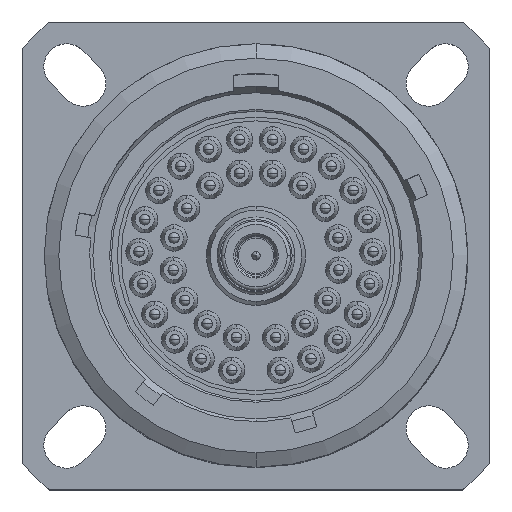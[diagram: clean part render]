
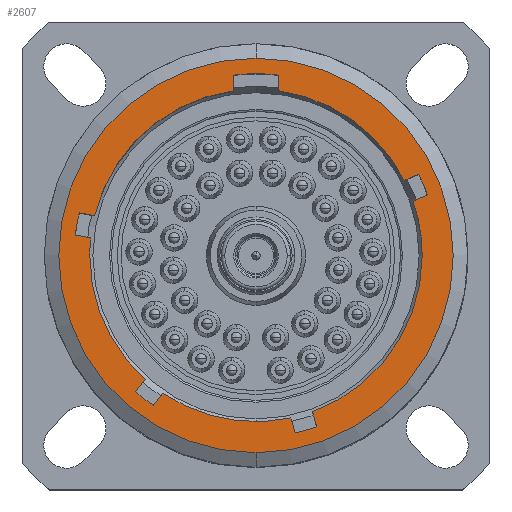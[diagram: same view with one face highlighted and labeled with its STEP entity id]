
A CAD part, top view. The second image highlights one B-rep face of the part: STEP entity #2607.
In plain terms, the highlighted planar face has unit normal (0, 0, 1).
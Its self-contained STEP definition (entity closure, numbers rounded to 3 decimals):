
#2607=ADVANCED_FACE('',(#6370,#6371),#6372,.T.);
#6370=FACE_OUTER_BOUND('',#10124,.T.);
#6371=FACE_BOUND('',#10125,.T.);
#6372=PLANE('',#10126);
#10124=EDGE_LOOP('',(#20038,#20039));
#10125=EDGE_LOOP('',(#20040,#20041,#20042,#20043,#20044,#20045,#20046,#20047,#20048,#20049,#20050,#20051,#20052,#20053,#20054,#20055,#20056,#20057,#20058,#20059,#20060,#20061));
#10126=AXIS2_PLACEMENT_3D('',#20062,#20063,#20064);
#20038=ORIENTED_EDGE('',*,*,#25945,.F.);
#20039=ORIENTED_EDGE('',*,*,#26965,.F.);
#20040=ORIENTED_EDGE('',*,*,#27546,.T.);
#20041=ORIENTED_EDGE('',*,*,#27547,.T.);
#20042=ORIENTED_EDGE('',*,*,#27516,.T.);
#20043=ORIENTED_EDGE('',*,*,#27511,.T.);
#20044=ORIENTED_EDGE('',*,*,#27548,.T.);
#20045=ORIENTED_EDGE('',*,*,#25808,.T.);
#20046=ORIENTED_EDGE('',*,*,#27549,.T.);
#20047=ORIENTED_EDGE('',*,*,#27508,.T.);
#20048=ORIENTED_EDGE('',*,*,#27503,.T.);
#20049=ORIENTED_EDGE('',*,*,#27550,.T.);
#20050=ORIENTED_EDGE('',*,*,#27551,.T.);
#20051=ORIENTED_EDGE('',*,*,#27492,.T.);
#20052=ORIENTED_EDGE('',*,*,#27495,.T.);
#20053=ORIENTED_EDGE('',*,*,#27552,.T.);
#20054=ORIENTED_EDGE('',*,*,#27553,.T.);
#20055=ORIENTED_EDGE('',*,*,#27500,.T.);
#20056=ORIENTED_EDGE('',*,*,#27497,.T.);
#20057=ORIENTED_EDGE('',*,*,#25802,.T.);
#20058=ORIENTED_EDGE('',*,*,#27554,.T.);
#20059=ORIENTED_EDGE('',*,*,#27545,.T.);
#20060=ORIENTED_EDGE('',*,*,#27522,.T.);
#20061=ORIENTED_EDGE('',*,*,#27519,.T.);
#20062=CARTESIAN_POINT('',(0.,7.023,0.));
#20063=DIRECTION('',(0.,0.,1.0));
#20064=DIRECTION('',(0.,-1.0,0.));
#25802=EDGE_CURVE('',#33116,#33113,#33117,.T.);
#25808=EDGE_CURVE('',#33122,#33126,#33128,.T.);
#25945=EDGE_CURVE('',#33398,#33401,#33402,.T.);
#26965=EDGE_CURVE('',#33401,#33398,#35032,.T.);
#27492=EDGE_CURVE('',#35847,#35845,#35848,.T.);
#27495=EDGE_CURVE('',#35845,#35851,#35853,.T.);
#27497=EDGE_CURVE('',#35855,#33116,#35856,.T.);
#27500=EDGE_CURVE('',#35859,#35855,#35860,.T.);
#27503=EDGE_CURVE('',#35865,#35863,#35866,.T.);
#27508=EDGE_CURVE('',#35874,#35865,#35875,.T.);
#27511=EDGE_CURVE('',#35880,#35878,#35881,.T.);
#27516=EDGE_CURVE('',#35889,#35880,#35890,.T.);
#27519=EDGE_CURVE('',#35895,#35893,#35896,.T.);
#27522=EDGE_CURVE('',#35899,#35895,#35900,.T.);
#27545=EDGE_CURVE('',#35929,#35899,#35931,.T.);
#27546=EDGE_CURVE('',#35893,#35932,#35933,.T.);
#27547=EDGE_CURVE('',#35932,#35889,#35934,.T.);
#27548=EDGE_CURVE('',#35878,#33122,#35935,.T.);
#27549=EDGE_CURVE('',#33126,#35874,#35936,.T.);
#27550=EDGE_CURVE('',#35863,#35937,#35938,.T.);
#27551=EDGE_CURVE('',#35937,#35847,#35939,.T.);
#27552=EDGE_CURVE('',#35851,#35940,#35941,.T.);
#27553=EDGE_CURVE('',#35940,#35859,#35942,.T.);
#27554=EDGE_CURVE('',#33113,#35929,#35943,.T.);
#33113=VERTEX_POINT('',#38832);
#33116=VERTEX_POINT('',#38836);
#33117=CIRCLE('',#38837,11.835);
#33122=VERTEX_POINT('',#38843);
#33126=VERTEX_POINT('',#38848);
#33128=CIRCLE('',#38851,11.835);
#33398=VERTEX_POINT('',#39591);
#33401=VERTEX_POINT('',#39595);
#33402=CIRCLE('',#39596,14.045);
#35032=CIRCLE('',#41597,14.045);
#35845=VERTEX_POINT('',#43927);
#35847=VERTEX_POINT('',#43930);
#35848=CIRCLE('',#43931,12.94);
#35851=VERTEX_POINT('',#43935);
#35853=LINE('',#43938,#43939);
#35855=VERTEX_POINT('',#43942);
#35856=LINE('',#43943,#43944);
#35859=VERTEX_POINT('',#43949);
#35860=CIRCLE('',#43950,12.94);
#35863=VERTEX_POINT('',#43954);
#35865=VERTEX_POINT('',#43957);
#35866=LINE('',#43958,#43959);
#35874=VERTEX_POINT('',#43978);
#35875=CIRCLE('',#43979,12.94);
#35878=VERTEX_POINT('',#43983);
#35880=VERTEX_POINT('',#43986);
#35881=LINE('',#43987,#43988);
#35889=VERTEX_POINT('',#44007);
#35890=CIRCLE('',#44008,12.94);
#35893=VERTEX_POINT('',#44012);
#35895=VERTEX_POINT('',#44015);
#35896=LINE('',#44016,#44017);
#35899=VERTEX_POINT('',#44022);
#35900=CIRCLE('',#44023,12.94);
#35929=VERTEX_POINT('',#44085);
#35931=LINE('',#44088,#44089);
#35932=VERTEX_POINT('',#44090);
#35933=CIRCLE('',#44091,11.835);
#35934=LINE('',#44092,#44093);
#35935=CIRCLE('',#44094,11.835);
#35936=LINE('',#44095,#44096);
#35937=VERTEX_POINT('',#44097);
#35938=CIRCLE('',#44098,11.835);
#35939=LINE('',#44099,#44100);
#35940=VERTEX_POINT('',#44101);
#35941=CIRCLE('',#44102,11.835);
#35942=LINE('',#44103,#44104);
#35943=CIRCLE('',#44105,11.835);
#38832=CARTESIAN_POINT('',(11.835,0.,0.));
#38836=CARTESIAN_POINT('',(11.182,3.877,0.));
#38837=AXIS2_PLACEMENT_3D('',#47309,#47310,#47311);
#38843=CARTESIAN_POINT('',(-11.835,0.,0.));
#38848=CARTESIAN_POINT('',(-11.767,1.263,0.));
#38851=AXIS2_PLACEMENT_3D('',#47321,#47322,#47323);
#39591=CARTESIAN_POINT('',(0.,14.045,0.));
#39595=CARTESIAN_POINT('',(0.,-14.045,0.));
#39596=AXIS2_PLACEMENT_3D('',#47526,#47527,#47528);
#41597=AXIS2_PLACEMENT_3D('',#49904,#49905,#49906);
#43927=CARTESIAN_POINT('',(1.6,12.841,0.));
#43930=CARTESIAN_POINT('',(-1.6,12.841,0.));
#43931=AXIS2_PLACEMENT_3D('',#50610,#50611,#50612);
#43935=CARTESIAN_POINT('',(1.6,11.726,0.));
#43938=CARTESIAN_POINT('',(1.6,6.721,0.));
#43939=VECTOR('',#50615,1.0);
#43942=CARTESIAN_POINT('',(12.201,4.31,0.));
#43943=CARTESIAN_POINT('',(4.548,1.061,0.));
#43944=VECTOR('',#50617,1.0);
#43949=CARTESIAN_POINT('',(11.576,5.783,0.));
#43950=AXIS2_PLACEMENT_3D('',#50620,#50621,#50622);
#43954=CARTESIAN_POINT('',(-11.49,2.838,0.));
#43957=CARTESIAN_POINT('',(-12.58,3.031,0.));
#43958=CARTESIAN_POINT('',(-3.641,1.454,0.));
#43959=VECTOR('',#50625,1.0);
#43978=CARTESIAN_POINT('',(-12.858,1.455,0.));
#43979=AXIS2_PLACEMENT_3D('',#50631,#50632,#50633);
#43983=CARTESIAN_POINT('',(-7.9,-8.812,0.));
#43986=CARTESIAN_POINT('',(-8.582,-9.685,0.));
#43987=CARTESIAN_POINT('',(-0.915,0.129,0.));
#43988=VECTOR('',#50636,1.0);
#44007=CARTESIAN_POINT('',(-7.321,-10.67,0.));
#44008=AXIS2_PLACEMENT_3D('',#50642,#50643,#50644);
#44012=CARTESIAN_POINT('',(2.486,-11.571,0.));
#44015=CARTESIAN_POINT('',(2.791,-12.635,0.));
#44016=CARTESIAN_POINT('',(-0.809,-0.08,0.));
#44017=VECTOR('',#50647,1.0);
#44022=CARTESIAN_POINT('',(4.329,-12.194,0.));
#44023=AXIS2_PLACEMENT_3D('',#50650,#50651,#50652);
#44085=CARTESIAN_POINT('',(4.024,-11.13,0.));
#44088=CARTESIAN_POINT('',(0.729,0.361,0.));
#44089=VECTOR('',#50696,1.0);
#44090=CARTESIAN_POINT('',(-6.639,-9.797,0.));
#44091=AXIS2_PLACEMENT_3D('',#50697,#50698,#50699);
#44092=CARTESIAN_POINT('',(0.346,-0.857,0.));
#44093=VECTOR('',#50700,1.0);
#44094=AXIS2_PLACEMENT_3D('',#50701,#50702,#50703);
#44095=CARTESIAN_POINT('',(-3.919,-0.121,0.));
#44096=VECTOR('',#50704,1.0);
#44097=CARTESIAN_POINT('',(-1.6,11.726,0.));
#44098=AXIS2_PLACEMENT_3D('',#50705,#50706,#50707);
#44099=CARTESIAN_POINT('',(-1.6,6.721,0.));
#44100=VECTOR('',#50708,1.0);
#44101=CARTESIAN_POINT('',(10.557,5.35,0.));
#44102=AXIS2_PLACEMENT_3D('',#50709,#50710,#50711);
#44103=CARTESIAN_POINT('',(3.922,2.534,0.));
#44104=VECTOR('',#50712,1.0);
#44105=AXIS2_PLACEMENT_3D('',#50713,#50714,#50715);
#47309=CARTESIAN_POINT('',(0.0,0.0,0.0));
#47310=DIRECTION('',(0.,0.,-1.0));
#47311=DIRECTION('',(1.0,0.0,0.));
#47321=CARTESIAN_POINT('',(0.0,0.0,0.0));
#47322=DIRECTION('',(0.,0.,-1.0));
#47323=DIRECTION('',(1.0,0.0,0.));
#47526=CARTESIAN_POINT('',(0.,0.0,0.));
#47527=DIRECTION('',(0.,0.0,-1.0));
#47528=DIRECTION('',(0.0,1.0,0.0));
#49904=CARTESIAN_POINT('',(0.,0.0,0.));
#49905=DIRECTION('',(0.,0.0,-1.0));
#49906=DIRECTION('',(0.0,1.0,0.0));
#50610=CARTESIAN_POINT('',(0.,0.0,0.));
#50611=DIRECTION('',(0.,0.,-1.0));
#50612=DIRECTION('',(1.0,0.,0.));
#50615=DIRECTION('',(0.,-1.0,0.));
#50617=DIRECTION('',(-0.921,-0.391,0.));
#50620=CARTESIAN_POINT('',(0.,0.,0.));
#50621=DIRECTION('',(0.,0.,-1.0));
#50622=DIRECTION('',(0.391,-0.921,0.));
#50625=DIRECTION('',(0.985,-0.174,0.));
#50631=CARTESIAN_POINT('',(0.,0.,0.));
#50632=DIRECTION('',(0.,0.,-1.0));
#50633=DIRECTION('',(0.174,0.985,0.));
#50636=DIRECTION('',(0.616,0.788,0.));
#50642=CARTESIAN_POINT('',(0.,0.,0.));
#50643=DIRECTION('',(0.,0.,-1.0));
#50644=DIRECTION('',(-0.788,0.616,0.));
#50647=DIRECTION('',(-0.276,0.961,0.));
#50650=CARTESIAN_POINT('',(0.,0.,0.));
#50651=DIRECTION('',(0.,0.,-1.0));
#50652=DIRECTION('',(-0.961,-0.276,0.));
#50696=DIRECTION('',(0.276,-0.961,0.));
#50697=CARTESIAN_POINT('',(0.0,0.0,0.0));
#50698=DIRECTION('',(0.,0.,-1.0));
#50699=DIRECTION('',(1.0,0.0,0.));
#50700=DIRECTION('',(-0.616,-0.788,0.));
#50701=CARTESIAN_POINT('',(0.0,0.0,0.0));
#50702=DIRECTION('',(0.,0.,-1.0));
#50703=DIRECTION('',(1.0,0.0,0.));
#50704=DIRECTION('',(-0.985,0.174,0.));
#50705=CARTESIAN_POINT('',(0.0,0.0,0.0));
#50706=DIRECTION('',(0.,0.,-1.0));
#50707=DIRECTION('',(1.0,0.0,0.));
#50708=DIRECTION('',(0.,1.0,0.));
#50709=CARTESIAN_POINT('',(0.0,0.0,0.0));
#50710=DIRECTION('',(0.,0.,-1.0));
#50711=DIRECTION('',(1.0,0.0,0.));
#50712=DIRECTION('',(0.921,0.391,0.));
#50713=CARTESIAN_POINT('',(0.0,0.0,0.0));
#50714=DIRECTION('',(0.,0.,-1.0));
#50715=DIRECTION('',(1.0,0.0,0.));
